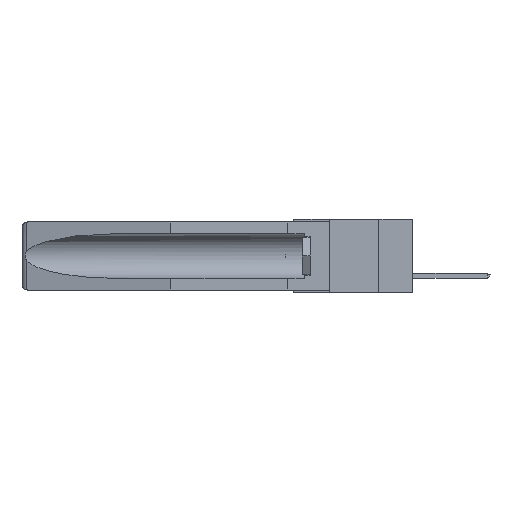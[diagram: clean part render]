
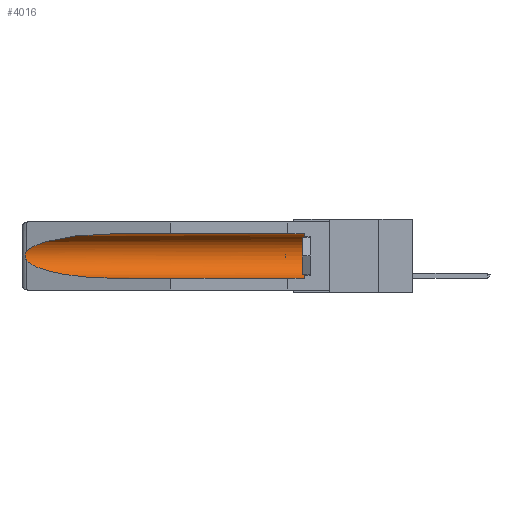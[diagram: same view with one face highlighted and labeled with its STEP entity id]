
A CAD part, left-side view. The second image highlights one B-rep face of the part: STEP entity #4016.
In plain terms, the highlighted cylindrical face has radius 2.857 mm (diameter 5.715 mm), a partial arc.
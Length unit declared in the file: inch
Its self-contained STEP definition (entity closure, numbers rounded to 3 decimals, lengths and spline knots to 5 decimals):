
#13 = B_SPLINE_CURVE_WITH_KNOTS ( 'NONE', 3,
 ( #30354, #27916, #6545, #25137, #19808, #3830, #25255, #22480, #9200, #9314 ),
 .UNSPECIFIED., .F., .F.,
 ( 4, 2, 2, 2, 4 ),
 ( 0., 0.00029, 0.00058, 0.00087, 0.00117 ),
 .UNSPECIFIED. ) ;
#114 = AXIS2_PLACEMENT_3D ( 'NONE', #22135, #14673, #1170 ) ;
#540 = ORIENTED_EDGE ( 'NONE', *, *, #33515, .T. ) ;
#1170 = DIRECTION ( 'NONE',  ( 0., 0., 1. ) ) ;
#1874 = AXIS2_PLACEMENT_3D ( 'NONE', #17953, #34189, #23538 ) ;
#2491 = CARTESIAN_POINT ( 'NONE',  ( 0.155, 0.126, -0.059 ) ) ;
#3830 = CARTESIAN_POINT ( 'NONE',  ( 0.2675, 1.53308, -0.17534 ) ) ;
#4016 = ADVANCED_FACE ( 'NONE', ( #31917 ), #9906, .F. ) ;
#4990 = VECTOR ( 'NONE', #30656, 39.37008 ) ;
#6545 = CARTESIAN_POINT ( 'NONE',  ( 0.26654, 1.53092, -0.15636 ) ) ;
#6862 =( BOUNDED_CURVE ( )  B_SPLINE_CURVE ( 3, ( #13193, #10629, #29352, #21024 ),
 .UNSPECIFIED., .F., .F. ) 
 B_SPLINE_CURVE_WITH_KNOTS ( ( 4, 4 ),
 ( 0.1948, 1.5708 ),
 .UNSPECIFIED. ) 
 CURVE ( )  GEOMETRIC_REPRESENTATION_ITEM ( )  RATIONAL_B_SPLINE_CURVE ( ( 1., 0.848, 0.848, 1. ) ) 
 REPRESENTATION_ITEM ( '' )  );
#7842 = EDGE_CURVE ( 'NONE', #11801, #17627, #21280, .T. ) ;
#8125 = CARTESIAN_POINT ( 'NONE',  ( 0.26537, 1.52718, -0.19328 ) ) ;
#8242 = CARTESIAN_POINT ( 'NONE',  ( 0.155, 1.07973, -0.284 ) ) ;
#9200 = CARTESIAN_POINT ( 'NONE',  ( 0.26597, 1.5296, -0.19026 ) ) ;
#9314 = CARTESIAN_POINT ( 'NONE',  ( 0.26537, 1.52718, -0.19328 ) ) ;
#9393 = CARTESIAN_POINT ( 'NONE',  ( 0.155, -0.30754, -0.284 ) ) ;
#9906 = CYLINDRICAL_SURFACE ( 'NONE', #114, 0.1125 ) ;
#10629 = CARTESIAN_POINT ( 'NONE',  ( 0.25451, 1.48313, -0.24835 ) ) ;
#11150 = VERTEX_POINT ( 'NONE', #8242 ) ;
#11603 = VERTEX_POINT ( 'NONE', #11736 ) ;
#11736 = CARTESIAN_POINT ( 'NONE',  ( 0.26537, 1.52718, -0.14972 ) ) ;
#11801 = VERTEX_POINT ( 'NONE', #2491 ) ;
#12310 = EDGE_CURVE ( 'NONE', #17299, #11150, #6862, .T. ) ;
#13193 = CARTESIAN_POINT ( 'NONE',  ( 0.26537, 1.52718, -0.19328 ) ) ;
#14192 = VECTOR ( 'NONE', #24888, 39.37008 ) ;
#14608 = ORIENTED_EDGE ( 'NONE', *, *, #12310, .T. ) ;
#14673 = DIRECTION ( 'NONE',  ( 0., 1., 0. ) ) ;
#15791 = EDGE_LOOP ( 'NONE', ( #23882, #540, #14608, #25448, #17858, #21569 ) ) ;
#17299 = VERTEX_POINT ( 'NONE', #8125 ) ;
#17627 = VERTEX_POINT ( 'NONE', #33492 ) ;
#17858 = ORIENTED_EDGE ( 'NONE', *, *, #29321, .T. ) ;
#17953 = CARTESIAN_POINT ( 'NONE',  ( 0.155, 0.126, -0.1715 ) ) ;
#18646 = CARTESIAN_POINT ( 'NONE',  ( 0.155, 1.07973, -0.059 ) ) ;
#19808 = CARTESIAN_POINT ( 'NONE',  ( 0.2675, 1.53308, -0.16763 ) ) ;
#20708 = EDGE_CURVE ( 'NONE', #30065, #11150, #30777, .T. ) ;
#21024 = CARTESIAN_POINT ( 'NONE',  ( 0.155, 1.07973, -0.284 ) ) ;
#21280 = LINE ( 'NONE', #32876, #14192 ) ;
#21569 = ORIENTED_EDGE ( 'NONE', *, *, #7842, .T. ) ;
#22135 = CARTESIAN_POINT ( 'NONE',  ( 0.155, -0.30754, -0.1715 ) ) ;
#22480 = CARTESIAN_POINT ( 'NONE',  ( 0.26655, 1.53094, -0.18657 ) ) ;
#22868 =( BOUNDED_CURVE ( )  B_SPLINE_CURVE ( 3, ( #18646, #27021, #26904, #29682 ),
 .UNSPECIFIED., .F., .T. ) 
 B_SPLINE_CURVE_WITH_KNOTS ( ( 4, 4 ),
 ( 4.71239, 6.08839 ),
 .UNSPECIFIED. ) 
 CURVE ( )  GEOMETRIC_REPRESENTATION_ITEM ( )  RATIONAL_B_SPLINE_CURVE ( ( 1., 0.848, 0.848, 1. ) ) 
 REPRESENTATION_ITEM ( '' )  );
#23538 = DIRECTION ( 'NONE',  ( 0., 0., 1. ) ) ;
#23882 = ORIENTED_EDGE ( 'NONE', *, *, #28232, .T. ) ;
#24626 = CARTESIAN_POINT ( 'NONE',  ( 0.155, 0.126, -0.284 ) ) ;
#24888 = DIRECTION ( 'NONE',  ( 0., 1., 0. ) ) ;
#25137 = CARTESIAN_POINT ( 'NONE',  ( 0.2673, 1.5327, -0.16383 ) ) ;
#25179 = CIRCLE ( 'NONE', #1874, 0.1125 ) ;
#25255 = CARTESIAN_POINT ( 'NONE',  ( 0.2673, 1.53269, -0.17917 ) ) ;
#25448 = ORIENTED_EDGE ( 'NONE', *, *, #20708, .F. ) ;
#26904 = CARTESIAN_POINT ( 'NONE',  ( 0.25451, 1.48313, -0.09465 ) ) ;
#27021 = CARTESIAN_POINT ( 'NONE',  ( 0.21114, 1.30732, -0.059 ) ) ;
#27916 = CARTESIAN_POINT ( 'NONE',  ( 0.26597, 1.52961, -0.15275 ) ) ;
#28232 = EDGE_CURVE ( 'NONE', #17627, #11603, #22868, .T. ) ;
#29321 = EDGE_CURVE ( 'NONE', #30065, #11801, #25179, .T. ) ;
#29352 = CARTESIAN_POINT ( 'NONE',  ( 0.21114, 1.30732, -0.284 ) ) ;
#29682 = CARTESIAN_POINT ( 'NONE',  ( 0.26537, 1.52718, -0.14972 ) ) ;
#30065 = VERTEX_POINT ( 'NONE', #24626 ) ;
#30354 = CARTESIAN_POINT ( 'NONE',  ( 0.26537, 1.52718, -0.14972 ) ) ;
#30656 = DIRECTION ( 'NONE',  ( 0., 1., 0. ) ) ;
#30777 = LINE ( 'NONE', #9393, #4990 ) ;
#31917 = FACE_OUTER_BOUND ( 'NONE', #15791, .T. ) ;
#32876 = CARTESIAN_POINT ( 'NONE',  ( 0.155, -0.30754, -0.059 ) ) ;
#33492 = CARTESIAN_POINT ( 'NONE',  ( 0.155, 1.07973, -0.059 ) ) ;
#33515 = EDGE_CURVE ( 'NONE', #11603, #17299, #13, .T. ) ;
#34189 = DIRECTION ( 'NONE',  ( 0., -1., 0. ) ) ;
